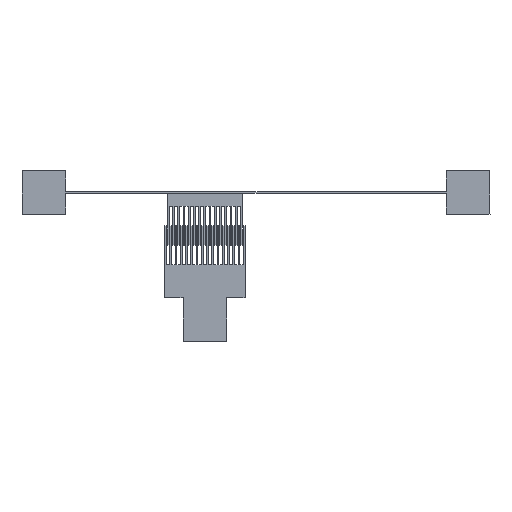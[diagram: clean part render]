
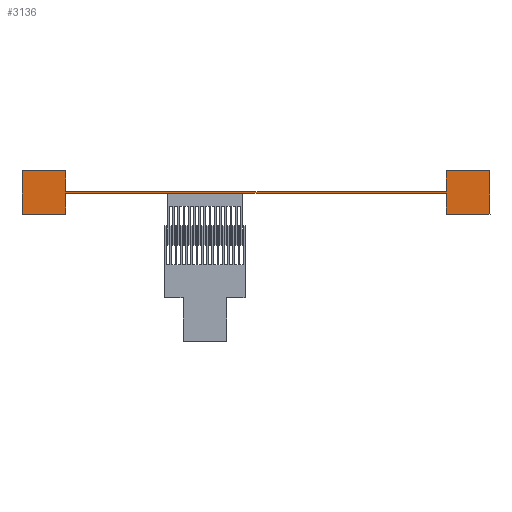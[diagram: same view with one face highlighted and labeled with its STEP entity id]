
A CAD part, top view. The second image highlights one B-rep face of the part: STEP entity #3136.
In plain terms, the highlighted face is planar.
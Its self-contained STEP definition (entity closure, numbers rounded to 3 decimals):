
#66=FACE_OUTER_BOUND('',#229,.T.);
#229=EDGE_LOOP('',(#2148,#2149,#2150,#2151,#2152,#2153,#2154,#2155,#2156,
#2157,#2158,#2159));
#392=LINE('',#4356,#848);
#396=LINE('',#4364,#852);
#399=LINE('',#4370,#855);
#402=LINE('',#4376,#858);
#405=LINE('',#4382,#861);
#408=LINE('',#4388,#864);
#411=LINE('',#4394,#867);
#414=LINE('',#4400,#870);
#417=LINE('',#4406,#873);
#420=LINE('',#4412,#876);
#423=LINE('',#4418,#879);
#426=LINE('',#4423,#882);
#848=VECTOR('',#3557,10.);
#852=VECTOR('',#3563,10.);
#855=VECTOR('',#3568,10.);
#858=VECTOR('',#3573,10.);
#861=VECTOR('',#3578,10.);
#864=VECTOR('',#3583,10.);
#867=VECTOR('',#3588,10.);
#870=VECTOR('',#3593,10.);
#873=VECTOR('',#3598,10.);
#876=VECTOR('',#3603,10.);
#879=VECTOR('',#3608,10.);
#882=VECTOR('',#3613,10.);
#1296=VERTEX_POINT('',#4354);
#1297=VERTEX_POINT('',#4355);
#1300=VERTEX_POINT('',#4363);
#1302=VERTEX_POINT('',#4369);
#1304=VERTEX_POINT('',#4375);
#1306=VERTEX_POINT('',#4381);
#1308=VERTEX_POINT('',#4387);
#1310=VERTEX_POINT('',#4393);
#1312=VERTEX_POINT('',#4399);
#1314=VERTEX_POINT('',#4405);
#1316=VERTEX_POINT('',#4411);
#1318=VERTEX_POINT('',#4417);
#1608=EDGE_CURVE('',#1296,#1297,#392,.T.);
#1612=EDGE_CURVE('',#1300,#1296,#396,.T.);
#1615=EDGE_CURVE('',#1302,#1300,#399,.T.);
#1618=EDGE_CURVE('',#1304,#1302,#402,.T.);
#1621=EDGE_CURVE('',#1306,#1304,#405,.T.);
#1624=EDGE_CURVE('',#1308,#1306,#408,.T.);
#1627=EDGE_CURVE('',#1310,#1308,#411,.T.);
#1630=EDGE_CURVE('',#1312,#1310,#414,.T.);
#1633=EDGE_CURVE('',#1314,#1312,#417,.T.);
#1636=EDGE_CURVE('',#1316,#1314,#420,.T.);
#1639=EDGE_CURVE('',#1318,#1316,#423,.T.);
#1642=EDGE_CURVE('',#1297,#1318,#426,.T.);
#2148=ORIENTED_EDGE('',*,*,#1642,.F.);
#2149=ORIENTED_EDGE('',*,*,#1608,.F.);
#2150=ORIENTED_EDGE('',*,*,#1612,.F.);
#2151=ORIENTED_EDGE('',*,*,#1615,.F.);
#2152=ORIENTED_EDGE('',*,*,#1618,.F.);
#2153=ORIENTED_EDGE('',*,*,#1621,.F.);
#2154=ORIENTED_EDGE('',*,*,#1624,.F.);
#2155=ORIENTED_EDGE('',*,*,#1627,.F.);
#2156=ORIENTED_EDGE('',*,*,#1630,.F.);
#2157=ORIENTED_EDGE('',*,*,#1633,.F.);
#2158=ORIENTED_EDGE('',*,*,#1636,.F.);
#2159=ORIENTED_EDGE('',*,*,#1639,.F.);
#2975=PLANE('',#3363);
#3136=ADVANCED_FACE('',(#66),#2975,.F.);
#3363=AXIS2_PLACEMENT_3D('',#4426,#3617,#3618);
#3557=DIRECTION('',(0.,1.,0.));
#3563=DIRECTION('',(1.,0.,0.));
#3568=DIRECTION('',(0.,-1.,0.));
#3573=DIRECTION('',(-1.,0.,0.));
#3578=DIRECTION('',(0.,1.,0.));
#3583=DIRECTION('',(-1.,0.,0.));
#3588=DIRECTION('',(0.,-1.,0.));
#3593=DIRECTION('',(-1.,0.,0.));
#3598=DIRECTION('',(0.,1.,0.));
#3603=DIRECTION('',(1.,0.,0.));
#3608=DIRECTION('',(0.,-1.,0.));
#3613=DIRECTION('',(1.,0.,0.));
#3617=DIRECTION('center_axis',(0.,0.,1.));
#3618=DIRECTION('ref_axis',(1.,0.,0.));
#4354=CARTESIAN_POINT('',(-485.991,-291.01,0.));
#4355=CARTESIAN_POINT('',(-485.991,-291.005,0.));
#4356=CARTESIAN_POINT('',(-485.991,-291.01,0.));
#4363=CARTESIAN_POINT('',(-486.001,-291.01,0.));
#4364=CARTESIAN_POINT('',(-486.001,-291.01,0.));
#4369=CARTESIAN_POINT('',(-486.001,-291.,0.));
#4370=CARTESIAN_POINT('',(-486.001,-291.,0.));
#4375=CARTESIAN_POINT('',(-485.991,-291.,0.));
#4376=CARTESIAN_POINT('',(-485.991,-291.,0.));
#4381=CARTESIAN_POINT('',(-485.991,-291.005,0.));
#4382=CARTESIAN_POINT('',(-485.991,-291.005,0.));
#4387=CARTESIAN_POINT('',(-485.904,-291.005,0.));
#4388=CARTESIAN_POINT('',(-485.904,-291.005,0.));
#4393=CARTESIAN_POINT('',(-485.904,-291.,0.));
#4394=CARTESIAN_POINT('',(-485.904,-291.,0.));
#4399=CARTESIAN_POINT('',(-485.894,-291.,0.));
#4400=CARTESIAN_POINT('',(-485.894,-291.,0.));
#4405=CARTESIAN_POINT('',(-485.894,-291.01,0.));
#4406=CARTESIAN_POINT('',(-485.894,-291.01,0.));
#4411=CARTESIAN_POINT('',(-485.904,-291.01,0.));
#4412=CARTESIAN_POINT('',(-485.904,-291.01,0.));
#4417=CARTESIAN_POINT('',(-485.904,-291.005,0.));
#4418=CARTESIAN_POINT('',(-485.904,-291.005,0.));
#4423=CARTESIAN_POINT('',(-485.991,-291.005,0.));
#4426=CARTESIAN_POINT('Origin',(-485.948,-291.005,0.));
